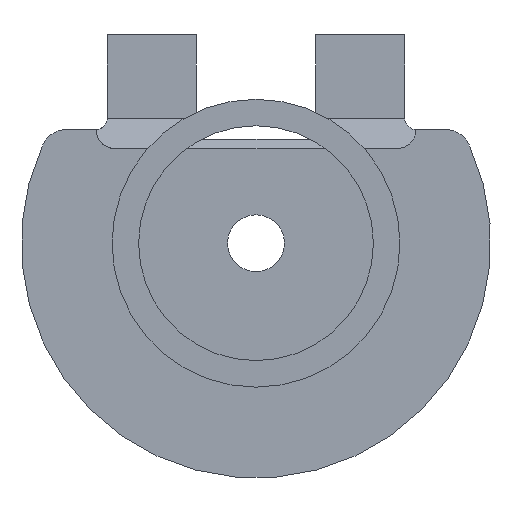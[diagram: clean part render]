
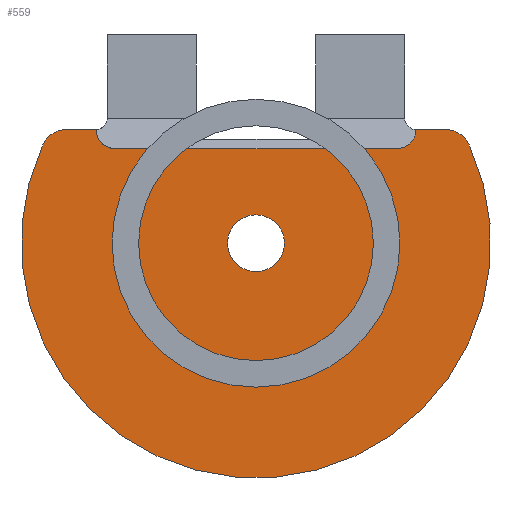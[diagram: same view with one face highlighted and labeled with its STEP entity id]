
A CAD part, front view. The second image highlights one B-rep face of the part: STEP entity #559.
In plain terms, the highlighted planar face has unit normal (0, -1, 0).
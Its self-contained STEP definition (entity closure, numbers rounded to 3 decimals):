
#44=FACE_BOUND('',#105,.T.);
#48=PLANE('',#667);
#70=FACE_OUTER_BOUND('',#104,.T.);
#104=EDGE_LOOP('',(#404,#405,#406,#407,#408,#409,#410,#411));
#105=EDGE_LOOP('',(#412));
#143=LINE('',#941,#194);
#144=LINE('',#945,#195);
#145=LINE('',#948,#196);
#194=VECTOR('',#758,10.);
#195=VECTOR('',#761,10.);
#196=VECTOR('',#764,10.);
#239=CIRCLE('',#656,0.7);
#241=CIRCLE('',#659,6.2);
#246=CIRCLE('',#666,0.7);
#247=CIRCLE('',#668,0.5);
#248=CIRCLE('',#669,0.5);
#249=CIRCLE('',#670,0.75);
#256=VERTEX_POINT('',#910);
#257=VERTEX_POINT('',#912);
#259=VERTEX_POINT('',#918);
#266=VERTEX_POINT('',#936);
#267=VERTEX_POINT('',#940);
#268=VERTEX_POINT('',#942);
#269=VERTEX_POINT('',#944);
#270=VERTEX_POINT('',#946);
#271=VERTEX_POINT('',#949);
#306=EDGE_CURVE('',#256,#257,#239,.T.);
#310=EDGE_CURVE('',#256,#259,#241,.T.);
#318=EDGE_CURVE('',#266,#259,#246,.T.);
#320=EDGE_CURVE('',#266,#267,#143,.T.);
#321=EDGE_CURVE('',#267,#268,#247,.T.);
#322=EDGE_CURVE('',#268,#269,#144,.T.);
#323=EDGE_CURVE('',#270,#269,#248,.T.);
#324=EDGE_CURVE('',#270,#257,#145,.T.);
#325=EDGE_CURVE('',#271,#271,#249,.T.);
#404=ORIENTED_EDGE('',*,*,#306,.F.);
#405=ORIENTED_EDGE('',*,*,#310,.T.);
#406=ORIENTED_EDGE('',*,*,#318,.F.);
#407=ORIENTED_EDGE('',*,*,#320,.T.);
#408=ORIENTED_EDGE('',*,*,#321,.T.);
#409=ORIENTED_EDGE('',*,*,#322,.T.);
#410=ORIENTED_EDGE('',*,*,#323,.F.);
#411=ORIENTED_EDGE('',*,*,#324,.T.);
#412=ORIENTED_EDGE('',*,*,#325,.T.);
#559=ADVANCED_FACE('',(#70,#44),#48,.T.);
#656=AXIS2_PLACEMENT_3D('',#913,#728,#729);
#659=AXIS2_PLACEMENT_3D('',#920,#736,#737);
#666=AXIS2_PLACEMENT_3D('',#937,#753,#754);
#667=AXIS2_PLACEMENT_3D('',#939,#756,#757);
#668=AXIS2_PLACEMENT_3D('',#943,#759,#760);
#669=AXIS2_PLACEMENT_3D('',#947,#762,#763);
#670=AXIS2_PLACEMENT_3D('',#950,#765,#766);
#728=DIRECTION('center_axis',(0.,1.,0.));
#729=DIRECTION('ref_axis',(-0.539,0.,0.842));
#736=DIRECTION('center_axis',(0.,-1.,0.));
#737=DIRECTION('ref_axis',(0.875,0.,0.484));
#753=DIRECTION('center_axis',(0.,1.,0.));
#754=DIRECTION('ref_axis',(0.539,0.,0.842));
#756=DIRECTION('center_axis',(0.,-1.,0.));
#757=DIRECTION('ref_axis',(0.,0.,-1.));
#758=DIRECTION('',(-1.,0.,0.));
#759=DIRECTION('center_axis',(0.,1.,0.));
#760=DIRECTION('ref_axis',(0.,0.,1.));
#761=DIRECTION('',(-1.,0.,0.));
#762=DIRECTION('center_axis',(0.,-1.,0.));
#763=DIRECTION('ref_axis',(0.,0.,1.));
#764=DIRECTION('',(-1.,0.,0.));
#765=DIRECTION('center_axis',(0.,1.,0.));
#766=DIRECTION('ref_axis',(-1.,0.,0.));
#910=CARTESIAN_POINT('',(-5.632,-0.35,2.593));
#912=CARTESIAN_POINT('',(-4.996,-0.35,3.));
#913=CARTESIAN_POINT('Origin',(-4.996,-0.35,2.3));
#918=CARTESIAN_POINT('',(5.632,-0.35,2.593));
#920=CARTESIAN_POINT('Origin',(0.,-0.35,0.));
#936=CARTESIAN_POINT('',(4.996,-0.35,3.));
#937=CARTESIAN_POINT('Origin',(4.996,-0.35,2.3));
#939=CARTESIAN_POINT('Origin',(0.,-0.35,0.653));
#940=CARTESIAN_POINT('',(4.226,-0.35,3.));
#941=CARTESIAN_POINT('',(3.926,-0.35,3.));
#942=CARTESIAN_POINT('',(3.726,-0.35,2.5));
#943=CARTESIAN_POINT('Origin',(3.726,-0.35,3.));
#944=CARTESIAN_POINT('',(-3.726,-0.35,2.5));
#945=CARTESIAN_POINT('',(0.,-0.35,2.5));
#946=CARTESIAN_POINT('',(-4.226,-0.35,3.));
#947=CARTESIAN_POINT('Origin',(-3.726,-0.35,3.));
#948=CARTESIAN_POINT('',(-5.426,-0.35,3.));
#949=CARTESIAN_POINT('',(0.75,-0.35,0.));
#950=CARTESIAN_POINT('Origin',(0.,-0.35,0.));
